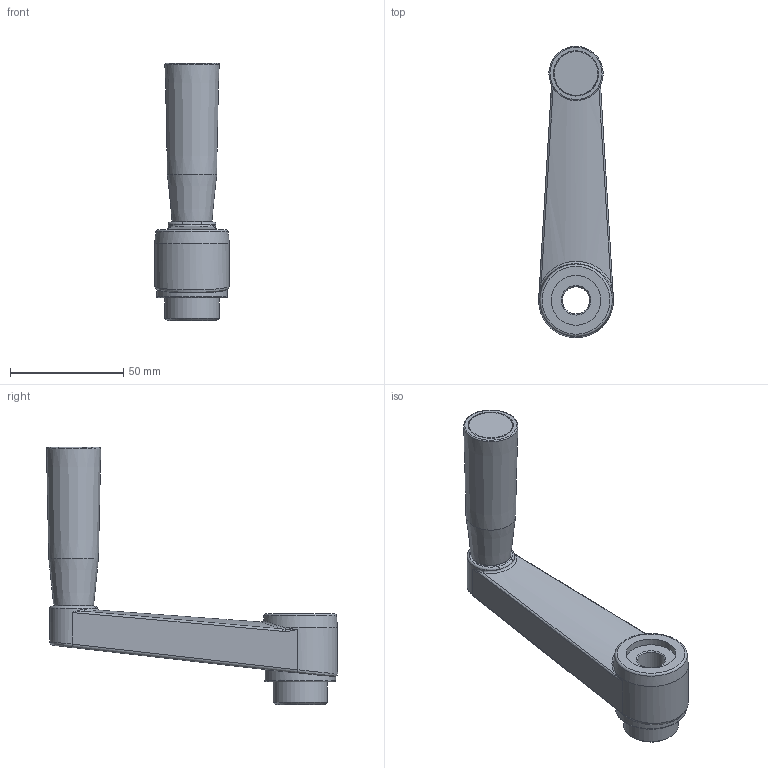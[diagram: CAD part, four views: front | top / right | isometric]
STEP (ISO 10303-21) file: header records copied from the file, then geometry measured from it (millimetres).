
FILE_DESCRIPTION( ( 'Unknown' ), '1' );
FILE_NAME( '6384240_MHP100_MEP.stp', 'Unknown', ( 'Unknown' ), ( 'Unknown' ), 'PSStep 11.0', 'Unknown', ' ' );
FILE_SCHEMA( ( 'AUTOMOTIVE_DESIGN { 1 0 10303 214 1 1 1 1 }' ) );
Length unit declared in the file: millimetre
Products named in the file (1): 1801076
Bounding box: 32.99 x 128.47 x 113.5 mm (x, y, z)
Volume: 71133.1 mm3; surface area: 29587.9 mm2
Topology: 1 solids, 4 shells, 149 faces, 365 edges, 233 vertices
Faces by surface type: plane 82, cylinder 29, cone 15, bspline 15, torus 8
Full cylindrical faces by diameter (mm): 1.607 x1, 6.5 x1, 6.6 x1, 6.647 x2, 6.71 x1, 7.9 x1, 10 x2, 11 x1, 12 x1, 15.421 x1, 18.404 x1, 19.627 x1, 19.7 x1, 20 x1, 22 x1, 24 x1, 31.33 x1
Entity records: 7728 total; most frequent: CARTESIAN_POINT 3328, DIRECTION 632, ORIENTED_EDGE 618, EDGE_CURVE 309, AXIS2_PLACEMENT_3D 229, VERTEX_POINT 218, EDGE_LOOP 205, FACE_OUTER_BOUND 175
